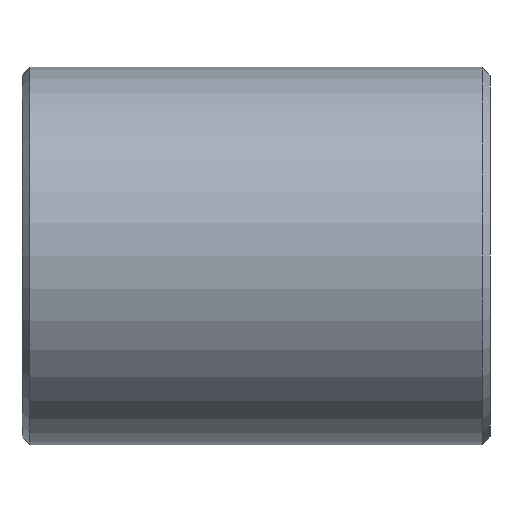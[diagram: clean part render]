
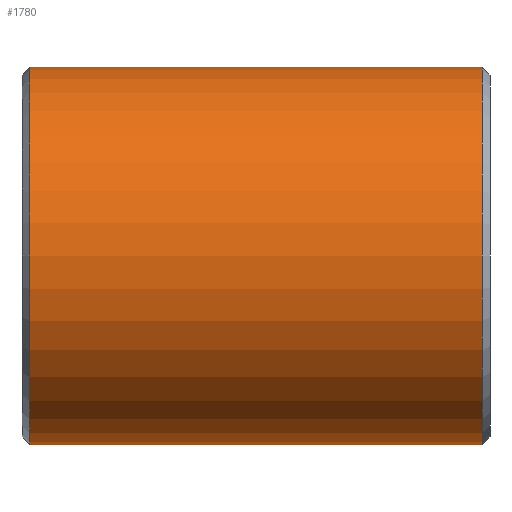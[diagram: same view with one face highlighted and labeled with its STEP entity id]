
A CAD part, left-side view. The second image highlights one B-rep face of the part: STEP entity #1780.
In plain terms, the highlighted cylindrical face has radius 6.25 mm (diameter 12.5 mm), a partial arc.
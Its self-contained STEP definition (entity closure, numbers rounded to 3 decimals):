
#21 = CARTESIAN_POINT ( 'NONE',  ( 0., -7.75, -6.25 ) ) ;
#150 = ORIENTED_EDGE ( 'NONE', *, *, #906, .F. ) ;
#174 = EDGE_CURVE ( 'NONE', #828, #1658, #1932, .T. ) ;
#337 = AXIS2_PLACEMENT_3D ( 'NONE', #1654, #1991, #2409 ) ;
#358 = CARTESIAN_POINT ( 'NONE',  ( 0., -7.75, 6.25 ) ) ;
#397 = VECTOR ( 'NONE', #1123, 1000. ) ;
#538 = VECTOR ( 'NONE', #1220, 1000. ) ;
#577 = CARTESIAN_POINT ( 'NONE',  ( 0., 7.492, 6.25 ) ) ;
#779 = AXIS2_PLACEMENT_3D ( 'NONE', #1855, #1642, #1057 ) ;
#828 = VERTEX_POINT ( 'NONE', #1197 ) ;
#843 = CARTESIAN_POINT ( 'NONE',  ( 0., -7.75, 0. ) ) ;
#906 = EDGE_CURVE ( 'NONE', #1718, #1275, #1207, .T. ) ;
#994 = CARTESIAN_POINT ( 'NONE',  ( 0., 7.492, -6.25 ) ) ;
#1057 = DIRECTION ( 'NONE',  ( 0., 0., 1. ) ) ;
#1060 = AXIS2_PLACEMENT_3D ( 'NONE', #843, #1595, #2369 ) ;
#1095 = CIRCLE ( 'NONE', #779, 6.25 ) ;
#1123 = DIRECTION ( 'NONE',  ( 0., 1., 0. ) ) ;
#1143 = ORIENTED_EDGE ( 'NONE', *, *, #1323, .T. ) ;
#1197 = CARTESIAN_POINT ( 'NONE',  ( 0., -7.493, 6.25 ) ) ;
#1207 = LINE ( 'NONE', #21, #538 ) ;
#1220 = DIRECTION ( 'NONE',  ( 0., 1., 0. ) ) ;
#1250 = FACE_OUTER_BOUND ( 'NONE', #1454, .T. ) ;
#1275 = VERTEX_POINT ( 'NONE', #994 ) ;
#1323 = EDGE_CURVE ( 'NONE', #1658, #1275, #1095, .T. ) ;
#1350 = EDGE_CURVE ( 'NONE', #1718, #828, #2160, .T. ) ;
#1391 = ORIENTED_EDGE ( 'NONE', *, *, #1350, .T. ) ;
#1454 = EDGE_LOOP ( 'NONE', ( #150, #1391, #2309, #1143 ) ) ;
#1595 = DIRECTION ( 'NONE',  ( 0., 1., 0. ) ) ;
#1642 = DIRECTION ( 'NONE',  ( 0., -1., 0. ) ) ;
#1654 = CARTESIAN_POINT ( 'NONE',  ( 0., -7.493, 0. ) ) ;
#1658 = VERTEX_POINT ( 'NONE', #577 ) ;
#1718 = VERTEX_POINT ( 'NONE', #2382 ) ;
#1780 = ADVANCED_FACE ( 'NONE', ( #1250 ), #1795, .T. ) ;
#1795 = CYLINDRICAL_SURFACE ( 'NONE', #1060, 6.25 ) ;
#1855 = CARTESIAN_POINT ( 'NONE',  ( 0., 7.492, 0. ) ) ;
#1932 = LINE ( 'NONE', #358, #397 ) ;
#1991 = DIRECTION ( 'NONE',  ( 0., 1., 0. ) ) ;
#2160 = CIRCLE ( 'NONE', #337, 6.25 ) ;
#2309 = ORIENTED_EDGE ( 'NONE', *, *, #174, .T. ) ;
#2369 = DIRECTION ( 'NONE',  ( 0., 0., 1. ) ) ;
#2382 = CARTESIAN_POINT ( 'NONE',  ( 0., -7.493, -6.25 ) ) ;
#2409 = DIRECTION ( 'NONE',  ( 0., 0., 1. ) ) ;
